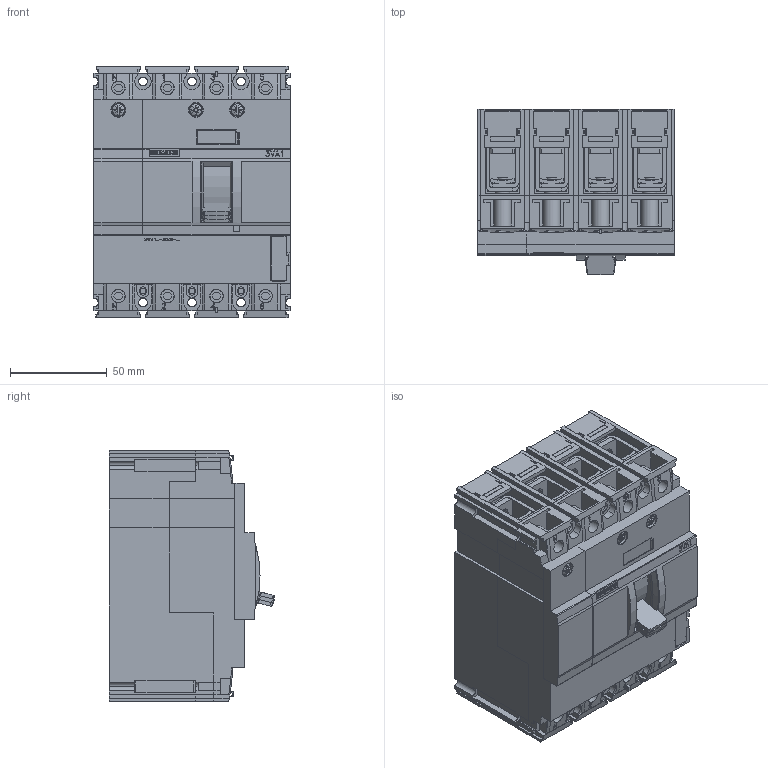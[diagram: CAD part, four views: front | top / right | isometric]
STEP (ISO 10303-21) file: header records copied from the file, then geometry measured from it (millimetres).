
FILE_DESCRIPTION(('no description'),'unknown implementation level');
FILE_NAME('3VA11xxxGD46xxxx_3D_v.stp_3D_v.stp',' ',('SIEMENS A&D'),('CADClick - KiM GmbH - www.kimweb.de'),'unknown preprocess','ACIS','unknown authorization');
FILE_SCHEMA(('automotive_design'));
Length unit declared in the file: millimetre
Products named in the file (1): 3VA11..-.GD46-....
Bounding box: 101.6 x 85.56 x 130.24 mm (x, y, z)
Volume: 802725.1 mm3; surface area: 154625.8 mm2
Topology: 1 solids, 2 shells, 3916 faces, 11932 edges, 7912 vertices
Faces by surface type: plane 3007, cylinder 831, cone 50, torus 28
Entity records: 266165 total; most frequent: CARTESIAN_POINT 26743, ORIENTED_EDGE 23864, STYLED_ITEM 23761, PRESENTATION_STYLE_ASSIGNMENT 23761, COLOUR_RGB 23761, DIRECTION 21421, EDGE_CURVE 11932, CURVE_STYLE 11932
